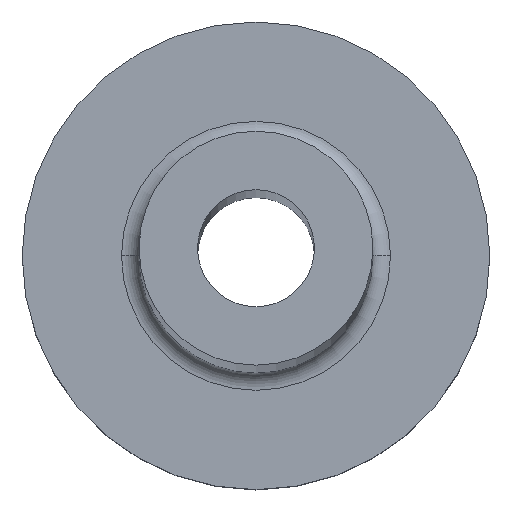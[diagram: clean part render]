
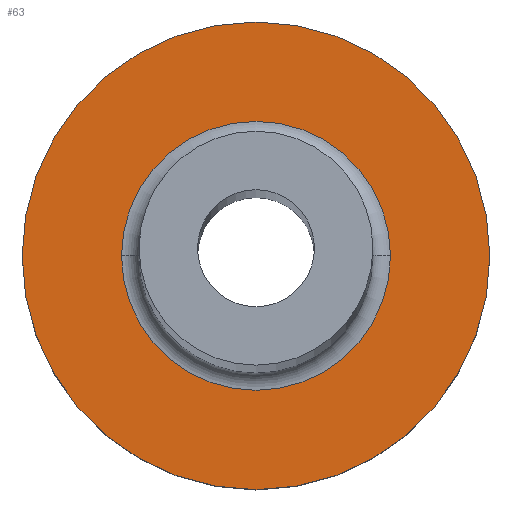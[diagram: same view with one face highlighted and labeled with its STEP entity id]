
A CAD part, top view. The second image highlights one B-rep face of the part: STEP entity #63.
In plain terms, the highlighted planar face has unit normal (0, 0, 1).
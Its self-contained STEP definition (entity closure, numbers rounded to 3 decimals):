
#4 = AXIS2_PLACEMENT_3D ( 'NONE', #246, #301, #153 ) ;
#12 = EDGE_LOOP ( 'NONE', ( #343, #219 ) ) ;
#15 = EDGE_CURVE ( 'NONE', #46, #76, #242, .T. ) ;
#17 = CARTESIAN_POINT ( 'NONE',  ( -2.3, 0., 3. ) ) ;
#23 = CARTESIAN_POINT ( 'NONE',  ( -4., 0., 3. ) ) ;
#46 = VERTEX_POINT ( 'NONE', #118 ) ;
#47 = DIRECTION ( 'NONE',  ( 1., 0., 0. ) ) ;
#53 = CIRCLE ( 'NONE', #292, 4. ) ;
#57 = CIRCLE ( 'NONE', #280, 2.3 ) ;
#63 = ADVANCED_FACE ( 'NONE', ( #120, #325 ), #83, .T. ) ;
#70 = CIRCLE ( 'NONE', #4, 2.3 ) ;
#76 = VERTEX_POINT ( 'NONE', #23 ) ;
#82 = EDGE_CURVE ( 'NONE', #95, #165, #57, .T. ) ;
#83 = PLANE ( 'NONE',  #288 ) ;
#95 = VERTEX_POINT ( 'NONE', #324 ) ;
#96 = DIRECTION ( 'NONE',  ( 1., 0., 0. ) ) ;
#98 = EDGE_LOOP ( 'NONE', ( #287, #365 ) ) ;
#109 = DIRECTION ( 'NONE',  ( 0., 0., 1. ) ) ;
#118 = CARTESIAN_POINT ( 'NONE',  ( 4., 0., 3. ) ) ;
#120 = FACE_BOUND ( 'NONE', #12, .T. ) ;
#144 = DIRECTION ( 'NONE',  ( 0., 0., -1. ) ) ;
#153 = DIRECTION ( 'NONE',  ( 1., 0., 0. ) ) ;
#165 = VERTEX_POINT ( 'NONE', #17 ) ;
#178 = CARTESIAN_POINT ( 'NONE',  ( 0., 0., 3. ) ) ;
#190 = DIRECTION ( 'NONE',  ( 1., 0., 0. ) ) ;
#213 = CARTESIAN_POINT ( 'NONE',  ( 0., 0., 3. ) ) ;
#219 = ORIENTED_EDGE ( 'NONE', *, *, #236, .T. ) ;
#225 = AXIS2_PLACEMENT_3D ( 'NONE', #283, #109, #190 ) ;
#236 = EDGE_CURVE ( 'NONE', #165, #95, #70, .T. ) ;
#242 = CIRCLE ( 'NONE', #225, 4. ) ;
#243 = DIRECTION ( 'NONE',  ( 1., 0., 0. ) ) ;
#246 = CARTESIAN_POINT ( 'NONE',  ( 0., 0., 3. ) ) ;
#265 = EDGE_CURVE ( 'NONE', #76, #46, #53, .T. ) ;
#280 = AXIS2_PLACEMENT_3D ( 'NONE', #350, #144, #47 ) ;
#283 = CARTESIAN_POINT ( 'NONE',  ( 0., 0., 3. ) ) ;
#287 = ORIENTED_EDGE ( 'NONE', *, *, #265, .T. ) ;
#288 = AXIS2_PLACEMENT_3D ( 'NONE', #178, #298, #243 ) ;
#292 = AXIS2_PLACEMENT_3D ( 'NONE', #213, #308, #96 ) ;
#298 = DIRECTION ( 'NONE',  ( 0., 0., 1. ) ) ;
#301 = DIRECTION ( 'NONE',  ( 0., 0., -1. ) ) ;
#308 = DIRECTION ( 'NONE',  ( 0., 0., 1. ) ) ;
#324 = CARTESIAN_POINT ( 'NONE',  ( 2.3, 0., 3. ) ) ;
#325 = FACE_OUTER_BOUND ( 'NONE', #98, .T. ) ;
#343 = ORIENTED_EDGE ( 'NONE', *, *, #82, .T. ) ;
#350 = CARTESIAN_POINT ( 'NONE',  ( 0., 0., 3. ) ) ;
#365 = ORIENTED_EDGE ( 'NONE', *, *, #15, .T. ) ;
